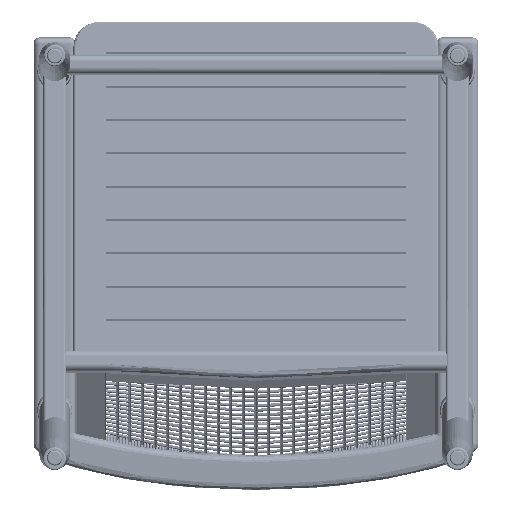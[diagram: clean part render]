
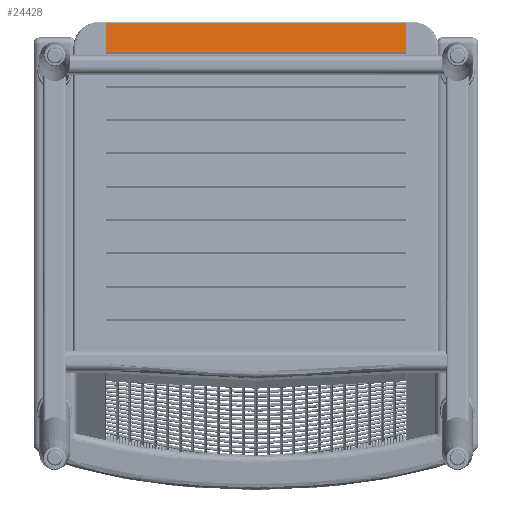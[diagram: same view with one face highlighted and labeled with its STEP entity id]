
A CAD part, front view. The second image highlights one B-rep face of the part: STEP entity #24428.
In plain terms, the highlighted planar face has unit normal (0, -0.995, 0.104).
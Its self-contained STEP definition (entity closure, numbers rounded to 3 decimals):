
#339=PLANE('',#27621);
#1637=LINE('',#63554,#2536);
#1638=LINE('',#63558,#2537);
#1639=LINE('',#63562,#2538);
#1640=LINE('',#63563,#2539);
#2536=VECTOR('',#34188,10.);
#2537=VECTOR('',#34193,10.);
#2538=VECTOR('',#34198,10.);
#2539=VECTOR('',#34199,10.);
#4442=FACE_OUTER_BOUND('',#5919,.T.);
#5919=EDGE_LOOP('',(#21756,#21757,#21758,#21759));
#11119=VERTEX_POINT('',#63551);
#11120=VERTEX_POINT('',#63553);
#11121=VERTEX_POINT('',#63557);
#11122=VERTEX_POINT('',#63561);
#14720=EDGE_CURVE('',#11120,#11119,#1637,.T.);
#14722=EDGE_CURVE('',#11120,#11121,#1638,.T.);
#14724=EDGE_CURVE('',#11119,#11122,#1639,.T.);
#14725=EDGE_CURVE('',#11122,#11121,#1640,.T.);
#21756=ORIENTED_EDGE('',*,*,#14722,.F.);
#21757=ORIENTED_EDGE('',*,*,#14720,.T.);
#21758=ORIENTED_EDGE('',*,*,#14724,.T.);
#21759=ORIENTED_EDGE('',*,*,#14725,.T.);
#24428=ADVANCED_FACE('',(#4442),#339,.T.);
#27621=AXIS2_PLACEMENT_3D('',#63560,#34196,#34197);
#34188=DIRECTION('',(0.,-0.105,-0.995));
#34193=DIRECTION('',(1.,0.,0.));
#34196=DIRECTION('center_axis',(0.,-0.995,
0.105));
#34197=DIRECTION('ref_axis',(0.,-0.105,-0.995));
#34198=DIRECTION('',(1.,0.,0.));
#34199=DIRECTION('',(0.,0.105,0.995));
#63551=CARTESIAN_POINT('',(-195.,401.9,3.343));
#63553=CARTESIAN_POINT('',(-195.,405.976,42.13));
#63554=CARTESIAN_POINT('',(-195.,406.081,43.124));
#63557=CARTESIAN_POINT('',(195.,405.976,42.13));
#63558=CARTESIAN_POINT('',(97.5,405.976,42.13));
#63560=CARTESIAN_POINT('Origin',(0.,403.99,23.234));
#63561=CARTESIAN_POINT('',(195.,401.9,3.343));
#63562=CARTESIAN_POINT('',(-195.,401.9,3.343));
#63563=CARTESIAN_POINT('',(195.,401.9,3.343));
